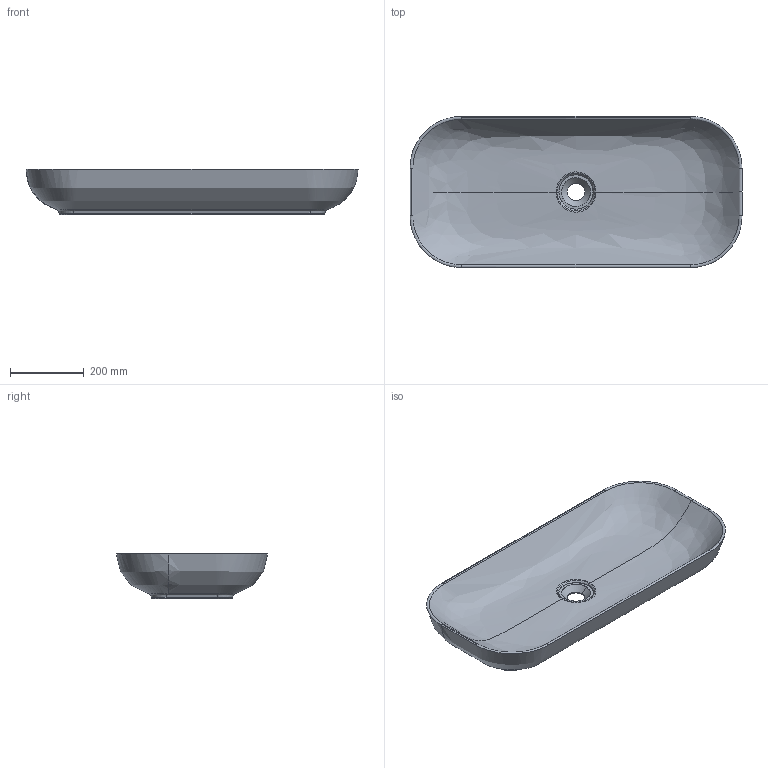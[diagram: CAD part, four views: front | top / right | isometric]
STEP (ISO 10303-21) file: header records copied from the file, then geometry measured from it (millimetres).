
FILE_DESCRIPTION(/* description */ (''),/* implementation_level */ '2;1');
FILE_NAME(/* name */ '6290',/* time_stamp */ '2025-07-03T16:09:47+03:00',/* author */ (''),/* organization */ (''),/* preprocessor_version */ 'ST-DEVELOPER v16.5',/* originating_system */ '',/* authorisation */ '');
FILE_SCHEMA (('AUTOMOTIVE_DESIGN_CC2'));
Length unit declared in the file: millimetre
Products named in the file (1): Document
Bounding box: 900 x 410 x 122.55 mm (x, y, z)
Volume: 9358170.7 mm3; surface area: 993207.5 mm2
Topology: 1 solids, 1 shells, 147 faces, 338 edges, 193 vertices
Faces by surface type: bspline 70, cylinder 55, plane 22
Entity records: 12606 total; most frequent: CARTESIAN_POINT 10563, ORIENTED_EDGE 660, EDGE_CURVE 330, VERTEX_POINT 193, EDGE_LOOP 157, ADVANCED_FACE 147, FACE_OUTER_BOUND 147, B_SPLINE_CURVE_WITH_KNOTS 137
